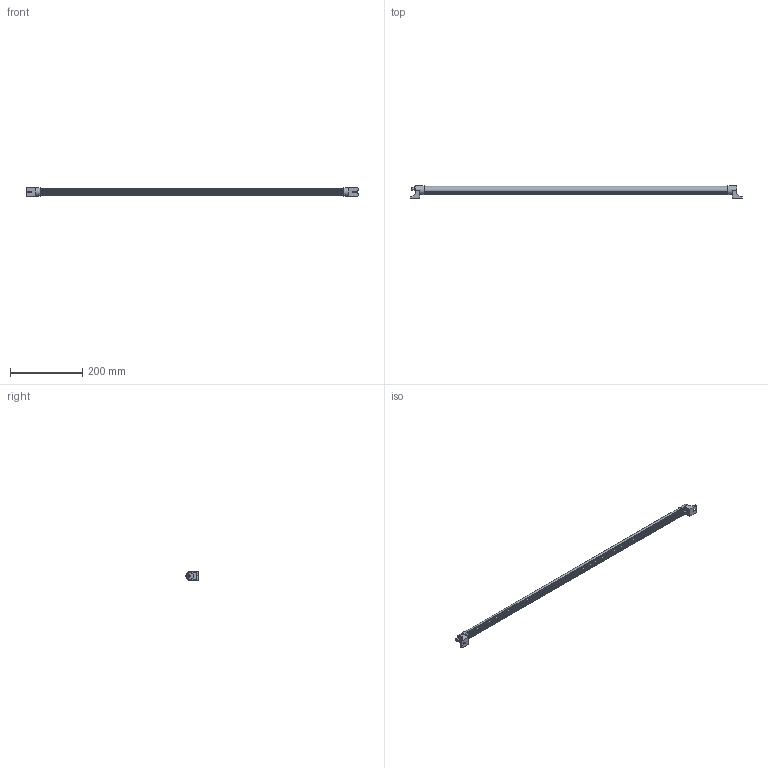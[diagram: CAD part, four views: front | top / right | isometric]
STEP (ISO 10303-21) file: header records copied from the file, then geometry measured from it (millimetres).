
FILE_DESCRIPTION(/* description */ ('Alibre Inc.'),/* implementation_level */ '2;1');
FILE_NAME(/* name */ 'export0',/* time_stamp */ '2019-11-14T12:26:06+01:00',/* author */ (''),/* organization */ (''),/* preprocessor_version */ 'ST-DEVELOPER v17',/* originating_system */ 'Alibre',/* authorisation */ '');
FILE_SCHEMA (('AUTOMOTIVE_DESIGN'));
Length unit declared in the file: millimetre
Bounding box: 918 x 34 x 24 mm (x, y, z)
Volume: 339874.5 mm3; surface area: 130695.6 mm2
Topology: 1 solids, 2 shells, 218 faces, 588 edges, 369 vertices
Faces by surface type: cylinder 110, plane 87, sphere 16, cone 3, torus 2
Full cylindrical faces by diameter (mm): 1 x4, 6.647 x1, 7.8 x1, 19 x4, 19.4 x2, 24 x2
Entity records: 6366 total; most frequent: CARTESIAN_POINT 1312, ORIENTED_EDGE 1082, DIRECTION 990, EDGE_CURVE 541, AXIS2_PLACEMENT_3D 393, VERTEX_POINT 357, VECTOR 274, LINE 274
